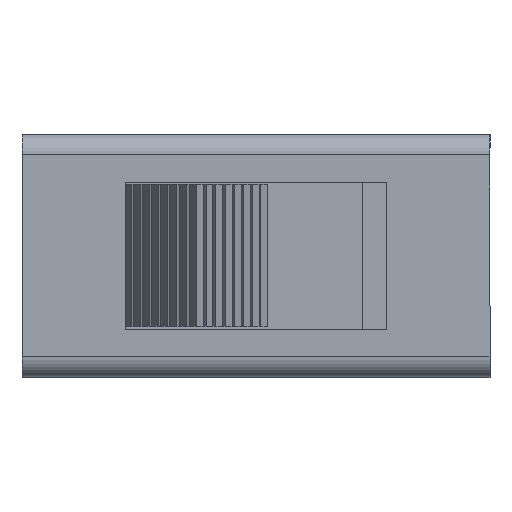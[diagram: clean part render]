
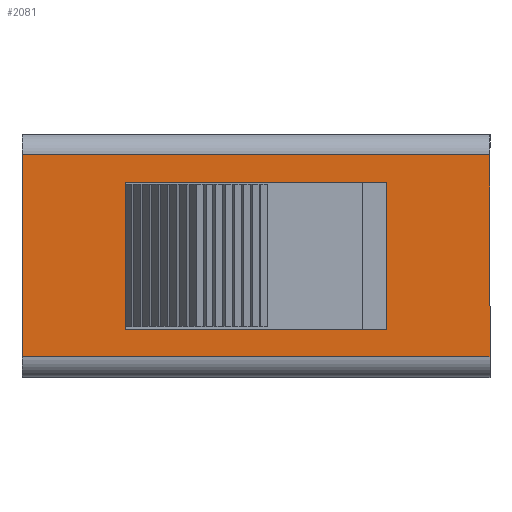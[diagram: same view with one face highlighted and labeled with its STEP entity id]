
A CAD part, top view. The second image highlights one B-rep face of the part: STEP entity #2081.
In plain terms, the highlighted planar face has unit normal (0, 0, 1).
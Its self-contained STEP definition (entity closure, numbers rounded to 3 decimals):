
#1906=CARTESIAN_POINT('',(6.35,2.74,0.36));
#1907=VERTEX_POINT('',#1906);
#1925=CARTESIAN_POINT('',(-6.35,2.74,0.36));
#1926=VERTEX_POINT('',#1925);
#1934=CARTESIAN_POINT('',(-6.35,2.74,0.36));
#1935=DIRECTION('',(1.0,0.0,0.0));
#1936=VECTOR('',#1935,12.7);
#1937=LINE('',#1934,#1936);
#1938=EDGE_CURVE('',#1926,#1907,#1937,.T.);
#1949=CARTESIAN_POINT('',(6.35,-2.74,0.36));
#1950=VERTEX_POINT('',#1949);
#1951=CARTESIAN_POINT('',(6.35,2.74,0.36));
#1952=DIRECTION('',(0.0,-1.0,0.0));
#1953=VECTOR('',#1952,5.48);
#1954=LINE('',#1951,#1953);
#1955=EDGE_CURVE('',#1907,#1950,#1954,.T.);
#2024=CARTESIAN_POINT('',(0.,0.,0.36));
#2025=DIRECTION('',(0.0,0.0,1.0));
#2026=DIRECTION('',(1.0,0.0,0.0));
#2027=AXIS2_PLACEMENT_3D('',#2024,#2025,#2026);
#2028=PLANE('',#2027);
#2029=ORIENTED_EDGE('',*,*,#1938,.F.);
#2030=CARTESIAN_POINT('',(-6.35,-2.74,0.36));
#2031=VERTEX_POINT('',#2030);
#2032=CARTESIAN_POINT('',(-6.35,-2.74,0.36));
#2033=DIRECTION('',(0.0,1.0,0.0));
#2034=VECTOR('',#2033,5.48);
#2035=LINE('',#2032,#2034);
#2036=EDGE_CURVE('',#2031,#1926,#2035,.T.);
#2037=ORIENTED_EDGE('',*,*,#2036,.F.);
#2038=CARTESIAN_POINT('',(6.35,-2.74,0.36));
#2039=DIRECTION('',(-1.0,0.0,0.0));
#2040=VECTOR('',#2039,12.7);
#2041=LINE('',#2038,#2040);
#2042=EDGE_CURVE('',#1950,#2031,#2041,.T.);
#2043=ORIENTED_EDGE('',*,*,#2042,.F.);
#2044=ORIENTED_EDGE('',*,*,#1955,.F.);
#2045=EDGE_LOOP('',(#2029,#2037,#2043,#2044));
#2046=FACE_OUTER_BOUND('',#2045,.T.);
#2047=CARTESIAN_POINT('',(3.55,2.0,0.36));
#2048=VERTEX_POINT('',#2047);
#2049=CARTESIAN_POINT('',(3.55,-2.0,0.36));
#2050=VERTEX_POINT('',#2049);
#2051=CARTESIAN_POINT('',(3.55,2.0,0.36));
#2052=DIRECTION('',(0.0,-1.0,0.0));
#2053=VECTOR('',#2052,4.);
#2054=LINE('',#2051,#2053);
#2055=EDGE_CURVE('',#2048,#2050,#2054,.T.);
#2056=ORIENTED_EDGE('',*,*,#2055,.T.);
#2057=CARTESIAN_POINT('',(-3.55,-2.0,0.36));
#2058=VERTEX_POINT('',#2057);
#2059=CARTESIAN_POINT('',(3.55,-2.0,0.36));
#2060=DIRECTION('',(-1.0,0.0,0.0));
#2061=VECTOR('',#2060,7.1);
#2062=LINE('',#2059,#2061);
#2063=EDGE_CURVE('',#2050,#2058,#2062,.T.);
#2064=ORIENTED_EDGE('',*,*,#2063,.T.);
#2065=CARTESIAN_POINT('',(-3.55,2.0,0.36));
#2066=VERTEX_POINT('',#2065);
#2067=CARTESIAN_POINT('',(-3.55,-2.0,0.36));
#2068=DIRECTION('',(0.0,1.0,0.0));
#2069=VECTOR('',#2068,4.0);
#2070=LINE('',#2067,#2069);
#2071=EDGE_CURVE('',#2058,#2066,#2070,.T.);
#2072=ORIENTED_EDGE('',*,*,#2071,.T.);
#2073=CARTESIAN_POINT('',(-3.55,2.0,0.36));
#2074=DIRECTION('',(1.0,0.0,0.0));
#2075=VECTOR('',#2074,7.1);
#2076=LINE('',#2073,#2075);
#2077=EDGE_CURVE('',#2066,#2048,#2076,.T.);
#2078=ORIENTED_EDGE('',*,*,#2077,.T.);
#2079=EDGE_LOOP('',(#2056,#2064,#2072,#2078));
#2080=FACE_BOUND('',#2079,.T.);
#2081=ADVANCED_FACE('',(#2046,#2080),#2028,.T.);
